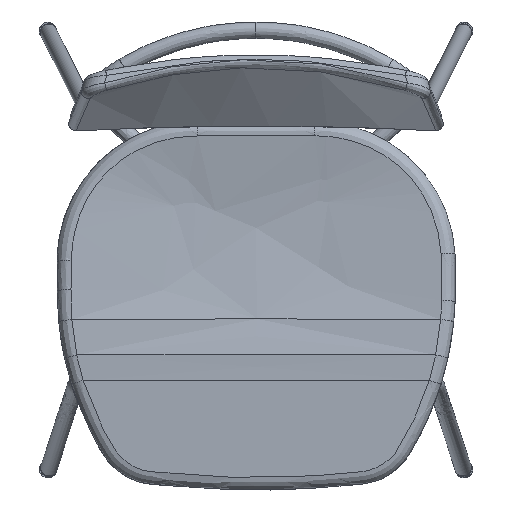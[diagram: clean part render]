
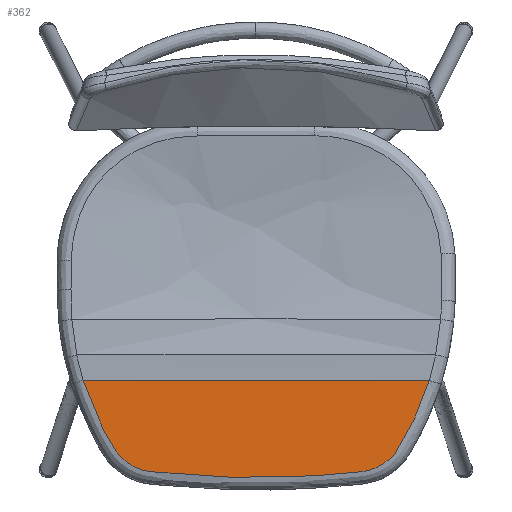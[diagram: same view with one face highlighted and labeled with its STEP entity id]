
A CAD part, top view. The second image highlights one B-rep face of the part: STEP entity #362.
In plain terms, the highlighted planar face has unit normal (0, -0.003, 1).
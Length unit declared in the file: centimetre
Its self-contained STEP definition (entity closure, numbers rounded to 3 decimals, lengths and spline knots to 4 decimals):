
#362=ADVANCED_FACE('',(#509),#2246,.T.);
#509=FACE_OUTER_BOUND('',#664,.T.);
#664=EDGE_LOOP('',(#1079,#1080));
#1079=ORIENTED_EDGE('',*,*,#1519,.T.);
#1080=ORIENTED_EDGE('',*,*,#1492,.T.);
#1492=EDGE_CURVE('',#2043,#2042,#1831,.T.);
#1519=EDGE_CURVE('',#2042,#2043,#1756,.T.);
#1756=(
BOUNDED_CURVE()
B_SPLINE_CURVE(3,(#11244,#11245,#11246,#11247,#11248,#11249,#11250,#11251,
#11252,#11253,#11254,#11255,#11256,#11257,#11258,#11259,#11260,#11261,#11262,
#11263,#11264,#11265,#11266,#11267,#11268),.UNSPECIFIED.,.F.,.F.)
B_SPLINE_CURVE_WITH_KNOTS((4,1,3,1,1,1,3,1,3,1,1,1,3,1,4),(4.3,
50.4886,94.2209,108.0511,122.1213,136.2073,
150.042,277.4573,405.3384,419.1731,433.2591,
447.3293,461.1595,504.8779,551.0308),
 .UNSPECIFIED.)
CURVE()
GEOMETRIC_REPRESENTATION_ITEM()
RATIONAL_B_SPLINE_CURVE((1.,1.,1.,1.,1.,1.,1.,1.,1.,1.,1.,
1.,1.,1.,1.,1.,1.,1.,1.,
1.,1.,1.,1.,1.,1.))
REPRESENTATION_ITEM('')
);
#1831=B_SPLINE_CURVE_WITH_KNOTS('',3,(#10908,#10909,#10910,#10911,#10912),
 .UNSPECIFIED.,.F.,.F.,(4,1,4),(-457.269,-243.9675,-33.456),
 .UNSPECIFIED.);
#2042=VERTEX_POINT('',#10826);
#2043=VERTEX_POINT('',#10827);
#2246=PLANE('',#2341);
#2341=AXIS2_PLACEMENT_3D('',#8519,#2408,$);
#2408=DIRECTION('',(0.,-0.002,1.));
#8519=CARTESIAN_POINT('',(-24.181,-2.0636,3.2779));
#10826=CARTESIAN_POINT('',(-21.0024,12.0591,3.3128));
#10827=CARTESIAN_POINT('',(20.946,12.0543,3.3128));
#10908=CARTESIAN_POINT('',(20.946,12.0543,3.3128));
#10909=CARTESIAN_POINT('',(13.7507,12.1122,3.3129));
#10910=CARTESIAN_POINT('',(0.3323,12.1747,3.3131));
#10911=CARTESIAN_POINT('',(-14.2508,12.1195,3.3129));
#10912=CARTESIAN_POINT('',(-21.0024,12.0591,3.3128));
#11244=CARTESIAN_POINT('',(-21.0024,12.0591,3.3128));
#11245=CARTESIAN_POINT('',(-20.5451,10.5889,3.3091));
#11246=CARTESIAN_POINT('',(-19.4741,7.7831,3.3022));
#11247=CARTESIAN_POINT('',(-18.0682,5.1298,3.2957));
#11248=CARTESIAN_POINT('',(-17.3101,3.8847,3.2926));
#11249=CARTESIAN_POINT('',(-17.0704,3.491,3.2916));
#11250=CARTESIAN_POINT('',(-16.4966,2.7515,3.2898));
#11251=CARTESIAN_POINT('',(-15.404,1.8621,3.2876));
#11252=CARTESIAN_POINT('',(-14.1371,1.2454,3.2861));
#11253=CARTESIAN_POINT('',(-13.224,1.0365,3.2856));
#11254=CARTESIAN_POINT('',(-12.7658,0.9852,3.2854));
#11255=CARTESIAN_POINT('',(-8.5451,0.5117,3.2843));
#11256=CARTESIAN_POINT('',(-0.0353,0.0352,3.2831));
#11257=CARTESIAN_POINT('',(8.4747,0.5099,3.2843));
#11258=CARTESIAN_POINT('',(12.7108,0.9852,3.2854));
#11259=CARTESIAN_POINT('',(13.1691,1.0365,3.2856));
#11260=CARTESIAN_POINT('',(14.0822,1.2454,3.2861));
#11261=CARTESIAN_POINT('',(15.3491,1.8621,3.2876));
#11262=CARTESIAN_POINT('',(16.4417,2.7515,3.2898));
#11263=CARTESIAN_POINT('',(17.0154,3.491,3.2916));
#11264=CARTESIAN_POINT('',(17.2551,3.8847,3.2926));
#11265=CARTESIAN_POINT('',(18.0131,5.1294,3.2957));
#11266=CARTESIAN_POINT('',(19.4182,7.7812,3.3022));
#11267=CARTESIAN_POINT('',(20.4888,10.5854,3.3091));
#11268=CARTESIAN_POINT('',(20.946,12.0543,3.3128));
